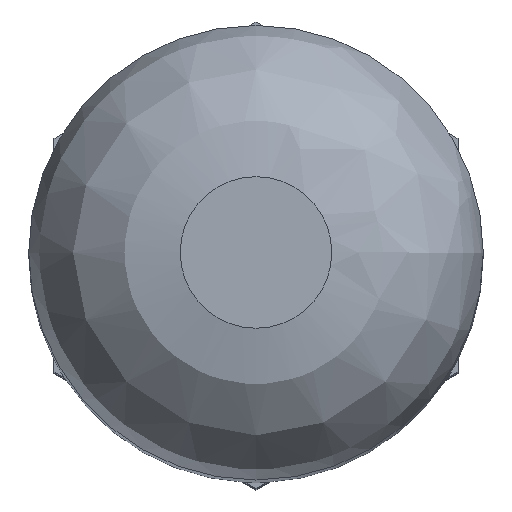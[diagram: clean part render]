
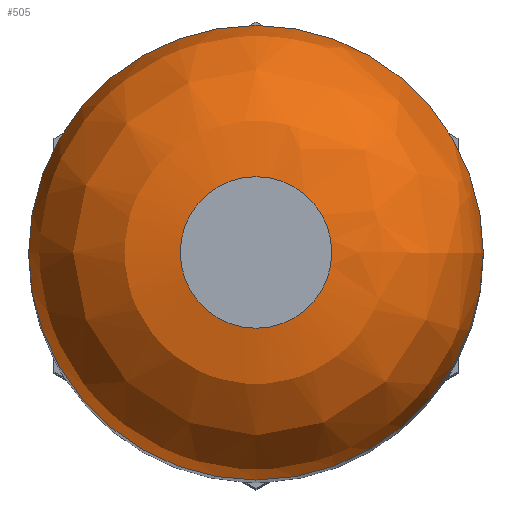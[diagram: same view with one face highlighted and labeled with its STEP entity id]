
A CAD part, top view. The second image highlights one B-rep face of the part: STEP entity #505.
In plain terms, the highlighted free-form (B-spline) face has degree [2, 2] with [3, 9] control points.
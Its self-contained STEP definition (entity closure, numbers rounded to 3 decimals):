
#154=FACE_OUTER_BOUND('',#187,.T.);
#187=EDGE_LOOP('',(#360,#361,#362,#363,#364));
#223=CIRCLE('',#552,4.5);
#224=CIRCLE('',#553,3.);
#225=CIRCLE('',#554,1.5);
#226=CIRCLE('',#555,4.5);
#244=VERTEX_POINT('',#792);
#245=VERTEX_POINT('',#793);
#246=VERTEX_POINT('',#795);
#288=EDGE_CURVE('',#244,#245,#223,.T.);
#289=EDGE_CURVE('',#245,#246,#224,.T.);
#290=EDGE_CURVE('',#246,#246,#225,.T.);
#291=EDGE_CURVE('',#245,#244,#226,.T.);
#360=ORIENTED_EDGE('',*,*,#288,.T.);
#361=ORIENTED_EDGE('',*,*,#289,.T.);
#362=ORIENTED_EDGE('',*,*,#290,.T.);
#363=ORIENTED_EDGE('',*,*,#289,.F.);
#364=ORIENTED_EDGE('',*,*,#291,.T.);
#504=(
BOUNDED_SURFACE()
B_SPLINE_SURFACE(2,2,((#765,#766,#767,#768,#769,#770,#771,#772,#773),(#774,
#775,#776,#777,#778,#779,#780,#781,#782),(#783,#784,#785,#786,#787,#788,
#789,#790,#791)),.UNSPECIFIED.,.F.,.T.,.F.)
B_SPLINE_SURFACE_WITH_KNOTS((3,3),(3,2,2,2,3),(-1.571,0.),(-3.142,
-1.571,0.,1.571,3.142),.UNSPECIFIED.)
GEOMETRIC_REPRESENTATION_ITEM()
RATIONAL_B_SPLINE_SURFACE(((1.,0.707,1.,0.707,1.,
0.707,1.,0.707,1.),(0.707,0.5,
0.707,0.5,0.707,0.5,
0.707,0.5,0.707),(1.,0.707,
1.,0.707,1.,0.707,1.,0.707,1.)))
REPRESENTATION_ITEM('')
SURFACE()
);
#505=ADVANCED_FACE('',(#154),#504,.F.);
#552=AXIS2_PLACEMENT_3D('',#794,#607,#608);
#553=AXIS2_PLACEMENT_3D('',#796,#609,#610);
#554=AXIS2_PLACEMENT_3D('',#797,#611,#612);
#555=AXIS2_PLACEMENT_3D('',#798,#613,#614);
#607=DIRECTION('center_axis',(0.,0.,1.));
#608=DIRECTION('ref_axis',(1.,0.,0.));
#609=DIRECTION('center_axis',(0.,-1.,0.));
#610=DIRECTION('ref_axis',(1.,0.,0.));
#611=DIRECTION('center_axis',(0.,0.,-1.));
#612=DIRECTION('ref_axis',(1.,0.,0.));
#613=DIRECTION('center_axis',(0.,0.,1.));
#614=DIRECTION('ref_axis',(1.,0.,0.));
#765=CARTESIAN_POINT('Ctrl Pts',(1.5,0.,62.25));
#766=CARTESIAN_POINT('Ctrl Pts',(1.5,-1.5,62.25));
#767=CARTESIAN_POINT('Ctrl Pts',(0.,-1.5,62.25));
#768=CARTESIAN_POINT('Ctrl Pts',(-1.5,-1.5,62.25));
#769=CARTESIAN_POINT('Ctrl Pts',(-1.5,0.,62.25));
#770=CARTESIAN_POINT('Ctrl Pts',(-1.5,1.5,62.25));
#771=CARTESIAN_POINT('Ctrl Pts',(0.,1.5,62.25));
#772=CARTESIAN_POINT('Ctrl Pts',(1.5,1.5,62.25));
#773=CARTESIAN_POINT('Ctrl Pts',(1.5,0.,62.25));
#774=CARTESIAN_POINT('Ctrl Pts',(4.5,0.,62.25));
#775=CARTESIAN_POINT('Ctrl Pts',(4.5,-4.5,62.25));
#776=CARTESIAN_POINT('Ctrl Pts',(0.,-4.5,62.25));
#777=CARTESIAN_POINT('Ctrl Pts',(-4.5,-4.5,62.25));
#778=CARTESIAN_POINT('Ctrl Pts',(-4.5,0.,62.25));
#779=CARTESIAN_POINT('Ctrl Pts',(-4.5,4.5,62.25));
#780=CARTESIAN_POINT('Ctrl Pts',(0.,4.5,62.25));
#781=CARTESIAN_POINT('Ctrl Pts',(4.5,4.5,62.25));
#782=CARTESIAN_POINT('Ctrl Pts',(4.5,0.,62.25));
#783=CARTESIAN_POINT('Ctrl Pts',(4.5,0.,59.25));
#784=CARTESIAN_POINT('Ctrl Pts',(4.5,-4.5,59.25));
#785=CARTESIAN_POINT('Ctrl Pts',(0.,-4.5,59.25));
#786=CARTESIAN_POINT('Ctrl Pts',(-4.5,-4.5,59.25));
#787=CARTESIAN_POINT('Ctrl Pts',(-4.5,0.,59.25));
#788=CARTESIAN_POINT('Ctrl Pts',(-4.5,4.5,59.25));
#789=CARTESIAN_POINT('Ctrl Pts',(0.,4.5,59.25));
#790=CARTESIAN_POINT('Ctrl Pts',(4.5,4.5,59.25));
#791=CARTESIAN_POINT('Ctrl Pts',(4.5,0.,59.25));
#792=CARTESIAN_POINT('',(-4.5,0.,59.25));
#793=CARTESIAN_POINT('',(4.5,0.,59.25));
#794=CARTESIAN_POINT('Origin',(0.,0.,59.25));
#795=CARTESIAN_POINT('',(1.5,0.,62.25));
#796=CARTESIAN_POINT('Origin',(1.5,0.,59.25));
#797=CARTESIAN_POINT('Origin',(0.,0.,62.25));
#798=CARTESIAN_POINT('Origin',(0.,0.,59.25));
